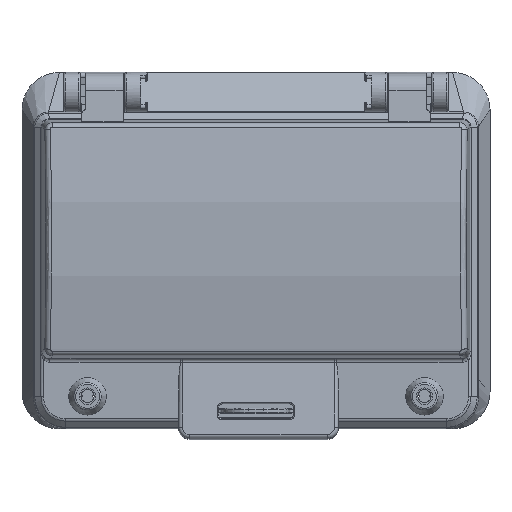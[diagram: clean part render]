
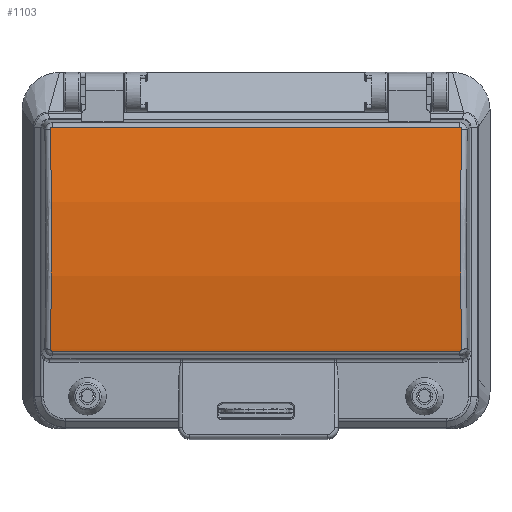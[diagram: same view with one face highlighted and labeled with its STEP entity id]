
A CAD part, top view. The second image highlights one B-rep face of the part: STEP entity #1103.
In plain terms, the highlighted cylindrical face has radius 168.283 mm (diameter 336.566 mm), a partial arc.
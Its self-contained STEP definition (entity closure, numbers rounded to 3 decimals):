
#162=CYLINDRICAL_SURFACE('',#13564,168.283);
#934=B_SPLINE_CURVE_WITH_KNOTS('',3,(#18656,#18657,#18658,#18659),
 .UNSPECIFIED.,.F.,.F.,(4,4),(0.,1.),.UNSPECIFIED.);
#935=B_SPLINE_CURVE_WITH_KNOTS('',3,(#18661,#18662,#18663,#18664),
 .UNSPECIFIED.,.F.,.F.,(4,4),(0.,1.),.UNSPECIFIED.);
#936=B_SPLINE_CURVE_WITH_KNOTS('',3,(#18666,#18667,#18668,#18669,#18670,
#18671,#18672,#18673,#18674,#18675,#18676,#18677),.UNSPECIFIED.,.F.,.F.,
(4,2,2,2,2,4),(0.,0.186,0.394,0.596,
0.798,1.),.UNSPECIFIED.);
#937=B_SPLINE_CURVE_WITH_KNOTS('',3,(#18681,#18682,#18683,#18684,#18685,
#18686,#18687,#18688,#18689,#18690,#18691,#18692),.UNSPECIFIED.,.F.,.F.,
(4,2,2,2,2,4),(0.,0.202,0.404,0.606,0.814,
1.),.UNSPECIFIED.);
#938=B_SPLINE_CURVE_WITH_KNOTS('',3,(#18694,#18695,#18696,#18697),
 .UNSPECIFIED.,.F.,.F.,(4,4),(0.,1.),.UNSPECIFIED.);
#939=B_SPLINE_CURVE_WITH_KNOTS('',3,(#18699,#18700,#18701,#18702),
 .UNSPECIFIED.,.F.,.F.,(4,4),(0.,1.),.UNSPECIFIED.);
#1103=ADVANCED_FACE('',(#2293),#162,.T.);
#2293=FACE_OUTER_BOUND('',#2992,.T.);
#2992=EDGE_LOOP('',(#3892,#3893,#3894,#3895,#3896,#3897,#3898,#3899));
#3892=ORIENTED_EDGE('',*,*,#8994,.T.);
#3893=ORIENTED_EDGE('',*,*,#8996,.T.);
#3894=ORIENTED_EDGE('',*,*,#8997,.T.);
#3895=ORIENTED_EDGE('',*,*,#8998,.T.);
#3896=ORIENTED_EDGE('',*,*,#8999,.T.);
#3897=ORIENTED_EDGE('',*,*,#9000,.T.);
#3898=ORIENTED_EDGE('',*,*,#9001,.T.);
#3899=ORIENTED_EDGE('',*,*,#9002,.T.);
#7744=VERTEX_POINT('',#18651);
#7745=VERTEX_POINT('',#18653);
#7746=VERTEX_POINT('',#18660);
#7747=VERTEX_POINT('',#18665);
#7748=VERTEX_POINT('',#18678);
#7749=VERTEX_POINT('',#18680);
#7750=VERTEX_POINT('',#18693);
#7751=VERTEX_POINT('',#18698);
#8994=EDGE_CURVE('',#7745,#7744,#10904,.T.);
#8996=EDGE_CURVE('',#7744,#7746,#934,.T.);
#8997=EDGE_CURVE('',#7746,#7747,#935,.T.);
#8998=EDGE_CURVE('',#7747,#7748,#936,.T.);
#8999=EDGE_CURVE('',#7748,#7749,#10905,.T.);
#9000=EDGE_CURVE('',#7749,#7750,#937,.T.);
#9001=EDGE_CURVE('',#7750,#7751,#938,.T.);
#9002=EDGE_CURVE('',#7751,#7745,#939,.T.);
#10904=LINE('',#18652,#12243);
#10905=LINE('',#18679,#12244);
#12243=VECTOR('',#14805,1.);
#12244=VECTOR('',#14810,1.);
#13564=AXIS2_PLACEMENT_3D('',#18703,#14811,#14812);
#14805=DIRECTION('',(1.,0.,0.));
#14810=DIRECTION('',(-1.,0.,0.));
#14811=DIRECTION('',(1.,0.,0.));
#14812=DIRECTION('',(0.,0.,-1.));
#18651=CARTESIAN_POINT('',(624.424,-321.803,10.658));
#18652=CARTESIAN_POINT('',(472.85,-321.803,10.658));
#18653=CARTESIAN_POINT('',(515.576,-321.803,10.658));
#18656=CARTESIAN_POINT('',(624.424,-321.803,10.658));
#18657=CARTESIAN_POINT('',(624.694,-321.799,10.659));
#18658=CARTESIAN_POINT('',(624.914,-321.561,10.702));
#18659=CARTESIAN_POINT('',(624.908,-321.29,10.75));
#18660=CARTESIAN_POINT('',(624.908,-321.29,10.75));
#18661=CARTESIAN_POINT('',(624.908,-321.29,10.75));
#18662=CARTESIAN_POINT('',(624.491,-301.914,14.184));
#18663=CARTESIAN_POINT('',(624.491,-281.936,14.184));
#18664=CARTESIAN_POINT('',(624.908,-262.56,10.75));
#18665=CARTESIAN_POINT('',(624.908,-262.56,10.75));
#18666=CARTESIAN_POINT('',(624.908,-262.56,10.75));
#18667=CARTESIAN_POINT('',(624.909,-262.512,10.742));
#18668=CARTESIAN_POINT('',(624.904,-262.463,10.733));
#18669=CARTESIAN_POINT('',(624.878,-262.364,10.715));
#18670=CARTESIAN_POINT('',(624.856,-262.313,10.706));
#18671=CARTESIAN_POINT('',(624.798,-262.223,10.69));
#18672=CARTESIAN_POINT('',(624.762,-262.183,10.683));
#18673=CARTESIAN_POINT('',(624.679,-262.117,10.671));
#18674=CARTESIAN_POINT('',(624.631,-262.09,10.666));
#18675=CARTESIAN_POINT('',(624.531,-262.056,10.66));
#18676=CARTESIAN_POINT('',(624.477,-262.047,10.658));
#18677=CARTESIAN_POINT('',(624.424,-262.047,10.658));
#18678=CARTESIAN_POINT('',(624.424,-262.047,10.658));
#18679=CARTESIAN_POINT('',(472.85,-262.047,10.658));
#18680=CARTESIAN_POINT('',(515.576,-262.047,10.658));
#18681=CARTESIAN_POINT('',(515.576,-262.047,10.658));
#18682=CARTESIAN_POINT('',(515.523,-262.047,10.658));
#18683=CARTESIAN_POINT('',(515.469,-262.056,10.66));
#18684=CARTESIAN_POINT('',(515.369,-262.09,10.666));
#18685=CARTESIAN_POINT('',(515.321,-262.117,10.671));
#18686=CARTESIAN_POINT('',(515.238,-262.183,10.683));
#18687=CARTESIAN_POINT('',(515.202,-262.223,10.69));
#18688=CARTESIAN_POINT('',(515.144,-262.313,10.706));
#18689=CARTESIAN_POINT('',(515.122,-262.364,10.715));
#18690=CARTESIAN_POINT('',(515.096,-262.463,10.733));
#18691=CARTESIAN_POINT('',(515.091,-262.512,10.742));
#18692=CARTESIAN_POINT('',(515.092,-262.56,10.75));
#18693=CARTESIAN_POINT('',(515.092,-262.56,10.75));
#18694=CARTESIAN_POINT('',(515.092,-262.56,10.75));
#18695=CARTESIAN_POINT('',(515.509,-281.936,14.184));
#18696=CARTESIAN_POINT('',(515.509,-301.914,14.184));
#18697=CARTESIAN_POINT('',(515.092,-321.29,10.75));
#18698=CARTESIAN_POINT('',(515.092,-321.29,10.75));
#18699=CARTESIAN_POINT('',(515.092,-321.29,10.75));
#18700=CARTESIAN_POINT('',(515.086,-321.561,10.702));
#18701=CARTESIAN_POINT('',(515.306,-321.799,10.659));
#18702=CARTESIAN_POINT('',(515.576,-321.803,10.658));
#18703=CARTESIAN_POINT('',(472.85,-291.925,-154.951));
